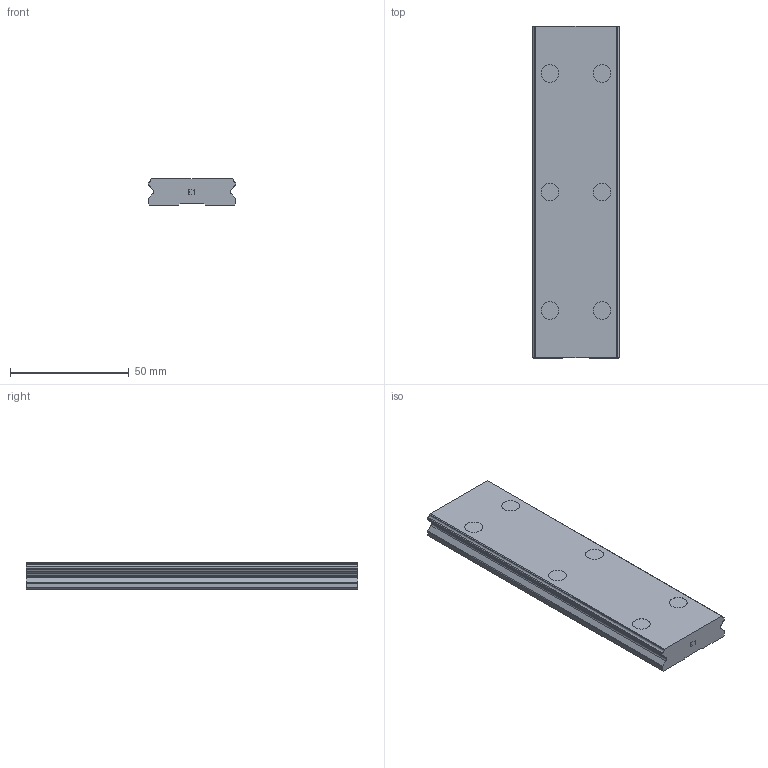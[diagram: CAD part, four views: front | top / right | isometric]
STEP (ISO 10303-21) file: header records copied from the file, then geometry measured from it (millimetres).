
FILE_DESCRIPTION(('STEP AP214'),'1');
FILE_NAME('cctmp_69F573B8-D59F-47ED-B1D3-A0E27038FD58_2021_03_03_11_45_32_0571..stp','2021-03-03T10:45:32',('HIWIN GmbH'),('CADClick - www.CADClick.com'),'Spatial InterOp 3D',' ','unknown authorization');
FILE_SCHEMA(('AUTOMOTIVE_DESIGN'));
Length unit declared in the file: millimetre
Products named in the file (1): WER21R140H_FILE
Bounding box: 37 x 140 x 11 mm (x, y, z)
Volume: 51760.4 mm3; surface area: 15977.7 mm2
Topology: 1 solids, 1 shells, 157 faces, 399 edges, 266 vertices
Faces by surface type: plane 103, cylinder 54
Entity records: 6021 total; most frequent: CARTESIAN_POINT 823, DIRECTION 823, ORIENTED_EDGE 798, EDGE_CURVE 399, LINE 291, VECTOR 291, AXIS2_PLACEMENT_3D 266, VERTEX_POINT 266
